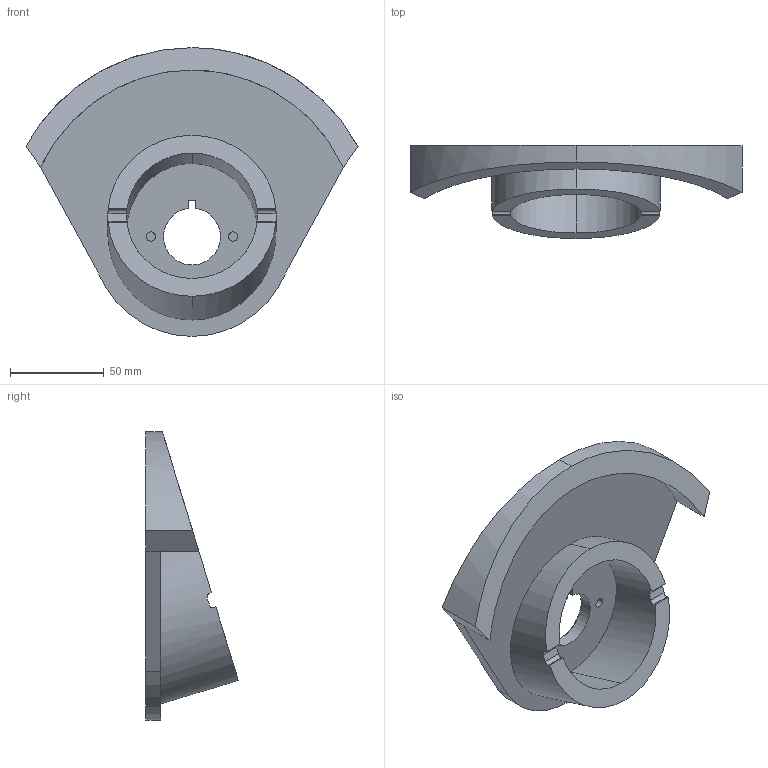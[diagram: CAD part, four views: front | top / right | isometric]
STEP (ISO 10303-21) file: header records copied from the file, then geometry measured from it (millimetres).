
FILE_DESCRIPTION (( 'STEP AP203' ), '1' );
FILE_NAME ('FlatBase-MKI.STEP', '2020-09-19T15:20:59', ( '' ), ( '' ), 'SwSTEP 2.0', 'SolidWorks 2018', '' );
FILE_SCHEMA (( 'CONFIG_CONTROL_DESIGN' ));
Length unit declared in the file: millimetre
Products named in the file (1): FlatBase-MKI
Bounding box: 177.45 x 49.5 x 154.34 mm (x, y, z)
Volume: 235244.8 mm3; surface area: 59440.6 mm2
Topology: 1 solids, 1 shells, 46 faces, 115 edges, 76 vertices
Faces by surface type: plane 23, cylinder 22, cone 1
Entity records: 1551 total; most frequent: CARTESIAN_POINT 372, ORIENTED_EDGE 230, DIRECTION 228, EDGE_CURVE 115, AXIS2_PLACEMENT_3D 84, VERTEX_POINT 76, VECTOR 60, LINE 60
